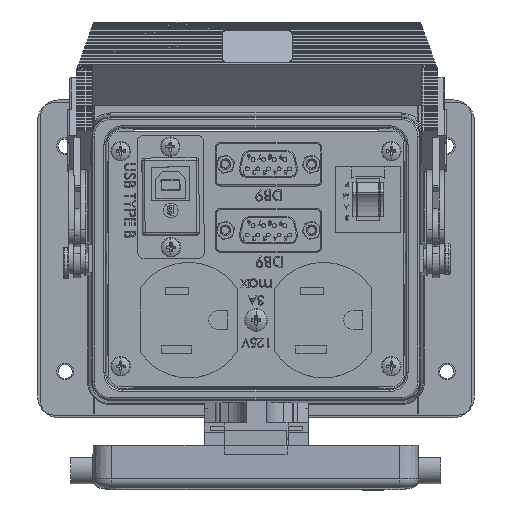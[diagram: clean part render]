
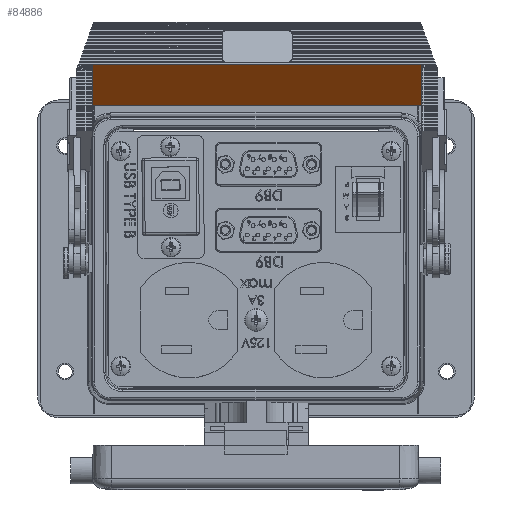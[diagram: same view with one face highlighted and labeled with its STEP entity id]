
A CAD part, top view. The second image highlights one B-rep face of the part: STEP entity #84886.
In plain terms, the highlighted planar face has unit normal (0, -0.695, 0.719).
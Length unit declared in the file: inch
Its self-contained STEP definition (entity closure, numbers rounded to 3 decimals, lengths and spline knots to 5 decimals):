
#451 = CARTESIAN_POINT ( 'NONE',  ( 1.883, 2.19923, 0.80925 ) ) ;
#2798 = VECTOR ( 'NONE', #10295, 39.37008 ) ;
#5364 = CARTESIAN_POINT ( 'NONE',  ( 1.883, 2.34628, 0.95126 ) ) ;
#10295 = DIRECTION ( 'NONE',  ( 0., -0.719, -0.695 ) ) ;
#15424 = CARTESIAN_POINT ( 'NONE',  ( 1.883, 2.19923, 0.80925 ) ) ;
#15552 = VERTEX_POINT ( 'NONE', #24576 ) ;
#15962 = VECTOR ( 'NONE', #59243, 39.37008 ) ;
#18374 = LINE ( 'NONE', #451, #15962 ) ;
#23913 = ORIENTED_EDGE ( 'NONE', *, *, #125286, .T. ) ;
#24576 = CARTESIAN_POINT ( 'NONE',  ( -1.857, 2.19923, 0.80925 ) ) ;
#29104 = DIRECTION ( 'NONE',  ( 1., 0., 0. ) ) ;
#49009 = DIRECTION ( 'NONE',  ( 0., 0.719, 0.695 ) ) ;
#56412 = ORIENTED_EDGE ( 'NONE', *, *, #154876, .F. ) ;
#56979 = ORIENTED_EDGE ( 'NONE', *, *, #159690, .T. ) ;
#59243 = DIRECTION ( 'NONE',  ( -1., 0., 0. ) ) ;
#65335 = LINE ( 'NONE', #144050, #2798 ) ;
#84811 = VECTOR ( 'NONE', #29104, 39.37008 ) ;
#84886 = ADVANCED_FACE ( 'NONE', ( #94441 ), #164810, .F. ) ;
#88652 = CARTESIAN_POINT ( 'NONE',  ( -1.857, 1.73484, 0.3608 ) ) ;
#92435 = CARTESIAN_POINT ( 'NONE',  ( 1.883, 2.34628, 0.95126 ) ) ;
#94441 = FACE_OUTER_BOUND ( 'NONE', #116197, .T. ) ;
#114858 = LINE ( 'NONE', #190672, #84811 ) ;
#116197 = EDGE_LOOP ( 'NONE', ( #56412, #56979, #163923, #23913 ) ) ;
#123819 = VERTEX_POINT ( 'NONE', #127753 ) ;
#124289 = DIRECTION ( 'NONE',  ( 0., -0.719, -0.695 ) ) ;
#125286 = EDGE_CURVE ( 'NONE', #183627, #123819, #114858, .T. ) ;
#127753 = CARTESIAN_POINT ( 'NONE',  ( 1.883, 1.73484, 0.3608 ) ) ;
#138940 = VECTOR ( 'NONE', #124289, 39.37008 ) ;
#144050 = CARTESIAN_POINT ( 'NONE',  ( -1.857, 2.34628, 0.95126 ) ) ;
#154876 = EDGE_CURVE ( 'NONE', #190096, #123819, #159692, .T. ) ;
#156795 = AXIS2_PLACEMENT_3D ( 'NONE', #92435, #166100, #49009 ) ;
#159690 = EDGE_CURVE ( 'NONE', #190096, #15552, #18374, .T. ) ;
#159692 = LINE ( 'NONE', #5364, #138940 ) ;
#163923 = ORIENTED_EDGE ( 'NONE', *, *, #184037, .T. ) ;
#164810 = PLANE ( 'NONE',  #156795 ) ;
#166100 = DIRECTION ( 'NONE',  ( 0., 0.695, -0.719 ) ) ;
#183627 = VERTEX_POINT ( 'NONE', #88652 ) ;
#184037 = EDGE_CURVE ( 'NONE', #15552, #183627, #65335, .T. ) ;
#190096 = VERTEX_POINT ( 'NONE', #15424 ) ;
#190672 = CARTESIAN_POINT ( 'NONE',  ( 1.883, 1.73484, 0.3608 ) ) ;
